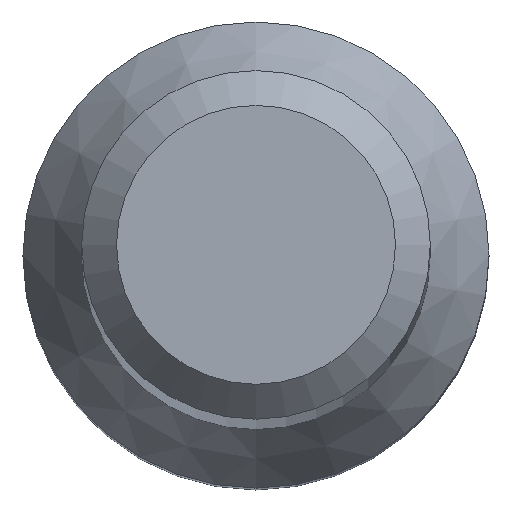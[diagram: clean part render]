
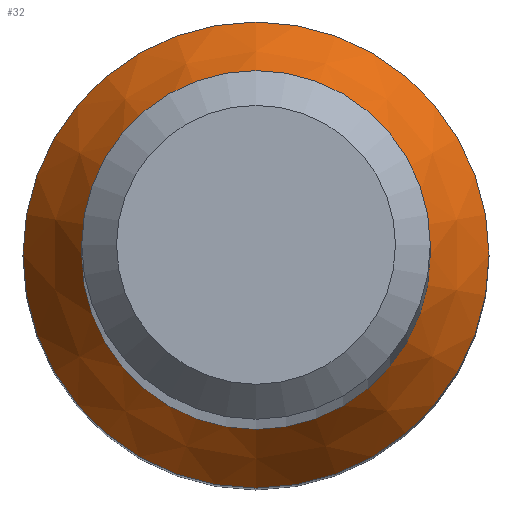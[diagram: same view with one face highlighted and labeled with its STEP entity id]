
A CAD part, top view. The second image highlights one B-rep face of the part: STEP entity #32.
In plain terms, the highlighted conical face has half-angle 30 degrees and reference radius 2.674 mm.
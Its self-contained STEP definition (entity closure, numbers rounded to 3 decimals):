
#9 = VERTEX_POINT ( 'NONE', #145 ) ;
#10 = DIRECTION ( 'NONE',  ( 0., 1., 0. ) ) ;
#15 = ORIENTED_EDGE ( 'NONE', *, *, #188, .F. ) ;
#23 = FACE_OUTER_BOUND ( 'NONE', #138, .T. ) ;
#32 = ADVANCED_FACE ( 'NONE', ( #119, #23 ), #142, .T. ) ;
#58 = CIRCLE ( 'NONE', #221, 2.674 ) ;
#64 = DIRECTION ( 'NONE',  ( 0., 0., -1. ) ) ;
#67 = CARTESIAN_POINT ( 'NONE',  ( 0., 0., 13.992 ) ) ;
#75 = EDGE_CURVE ( 'NONE', #9, #9, #180, .T. ) ;
#76 = AXIS2_PLACEMENT_3D ( 'NONE', #67, #193, #147 ) ;
#78 = ORIENTED_EDGE ( 'NONE', *, *, #75, .T. ) ;
#103 = DIRECTION ( 'NONE',  ( 0., 0., -1. ) ) ;
#117 = CARTESIAN_POINT ( 'NONE',  ( 0., 2.674, 12.824 ) ) ;
#119 = FACE_BOUND ( 'NONE', #134, .T. ) ;
#130 = CARTESIAN_POINT ( 'NONE',  ( 0., 0., 12.824 ) ) ;
#132 = AXIS2_PLACEMENT_3D ( 'NONE', #141, #103, #176 ) ;
#134 = EDGE_LOOP ( 'NONE', ( #78 ) ) ;
#138 = EDGE_LOOP ( 'NONE', ( #15 ) ) ;
#141 = CARTESIAN_POINT ( 'NONE',  ( 0., 0., 12.824 ) ) ;
#142 = CONICAL_SURFACE ( 'NONE', #132, 2.674, 0.524 ) ;
#145 = CARTESIAN_POINT ( 'NONE',  ( 0., 2., 13.992 ) ) ;
#147 = DIRECTION ( 'NONE',  ( 0., 1., 0. ) ) ;
#167 = VERTEX_POINT ( 'NONE', #117 ) ;
#176 = DIRECTION ( 'NONE',  ( 0., 1., 0. ) ) ;
#180 = CIRCLE ( 'NONE', #76, 2. ) ;
#188 = EDGE_CURVE ( 'NONE', #167, #167, #58, .T. ) ;
#193 = DIRECTION ( 'NONE',  ( 0., 0., -1. ) ) ;
#221 = AXIS2_PLACEMENT_3D ( 'NONE', #130, #64, #10 ) ;
